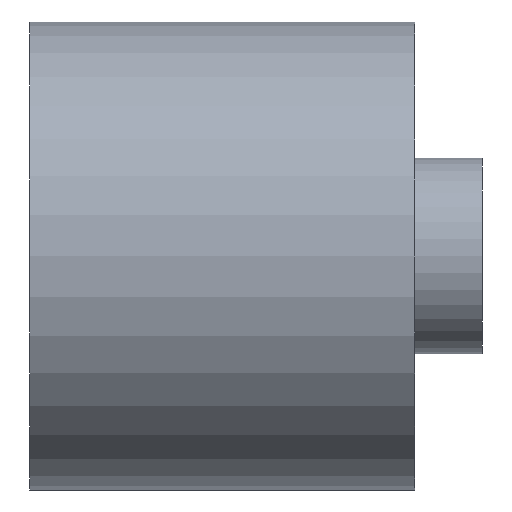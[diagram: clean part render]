
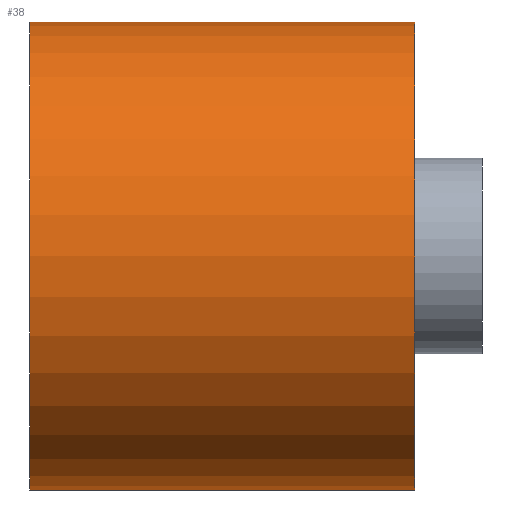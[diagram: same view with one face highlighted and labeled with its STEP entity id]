
A CAD part, left-side view. The second image highlights one B-rep face of the part: STEP entity #38.
In plain terms, the highlighted cylindrical face has radius 8 mm (diameter 16 mm), a partial arc.
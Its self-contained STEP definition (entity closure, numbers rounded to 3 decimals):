
#13 = CARTESIAN_POINT ( 'NONE',  ( 0., 13.17, 0. ) ) ;
#14 = DIRECTION ( 'NONE',  ( 0., -1., 0. ) ) ;
#15 = DIRECTION ( 'NONE',  ( 0., 0., -1. ) ) ;
#25 = CARTESIAN_POINT ( 'NONE',  ( 0., 0., 0. ) ) ;
#26 = DIRECTION ( 'NONE',  ( 0., -1., 0. ) ) ;
#27 = DIRECTION ( 'NONE',  ( 0., 0., -1. ) ) ;
#28 = CARTESIAN_POINT ( 'NONE',  ( 0., -6.685, -8. ) ) ;
#33 = DIRECTION ( 'NONE',  ( 0., -1., 0. ) ) ;
#38 = ADVANCED_FACE ( 'NONE', ( #121 ), #123, .T. ) ;
#78 = ORIENTED_EDGE ( 'NONE', *, *, #249, .F. ) ;
#87 = ORIENTED_EDGE ( 'NONE', *, *, #279, .T. ) ;
#121 = FACE_OUTER_BOUND ( 'NONE', #140, .T. ) ;
#123 = CYLINDRICAL_SURFACE ( 'NONE', #253, 8. ) ;
#130 = VERTEX_POINT ( 'NONE', #222 ) ;
#132 = VERTEX_POINT ( 'NONE', #218 ) ;
#140 = EDGE_LOOP ( 'NONE', ( #78, #87, #167, #171 ) ) ;
#145 = VECTOR ( 'NONE', #282, 1000. ) ;
#156 = VECTOR ( 'NONE', #33, 1000. ) ;
#158 = VERTEX_POINT ( 'NONE', #225 ) ;
#159 = LINE ( 'NONE', #207, #145 ) ;
#162 = VERTEX_POINT ( 'NONE', #227 ) ;
#167 = ORIENTED_EDGE ( 'NONE', *, *, #273, .T. ) ;
#171 = ORIENTED_EDGE ( 'NONE', *, *, #270, .F. ) ;
#176 = CIRCLE ( 'NONE', #246, 8. ) ;
#178 = LINE ( 'NONE', #28, #156 ) ;
#188 = CIRCLE ( 'NONE', #239, 8. ) ;
#202 = DIRECTION ( 'NONE',  ( 0., 0., -1. ) ) ;
#203 = CARTESIAN_POINT ( 'NONE',  ( 0., -6.685, 0. ) ) ;
#204 = DIRECTION ( 'NONE',  ( 0., -1., 0. ) ) ;
#207 = CARTESIAN_POINT ( 'NONE',  ( 0., -6.685, 8. ) ) ;
#218 = CARTESIAN_POINT ( 'NONE',  ( 0., 0., 8. ) ) ;
#222 = CARTESIAN_POINT ( 'NONE',  ( 0., 13.17, 8. ) ) ;
#225 = CARTESIAN_POINT ( 'NONE',  ( 0., 13.17, -8. ) ) ;
#227 = CARTESIAN_POINT ( 'NONE',  ( 0., 0., -8. ) ) ;
#239 = AXIS2_PLACEMENT_3D ( 'NONE', #13, #14, #15 ) ;
#246 = AXIS2_PLACEMENT_3D ( 'NONE', #25, #26, #27 ) ;
#249 = EDGE_CURVE ( 'NONE', #130, #132, #159, .T. ) ;
#253 = AXIS2_PLACEMENT_3D ( 'NONE', #203, #204, #202 ) ;
#270 = EDGE_CURVE ( 'NONE', #132, #162, #176, .T. ) ;
#273 = EDGE_CURVE ( 'NONE', #158, #162, #178, .T. ) ;
#279 = EDGE_CURVE ( 'NONE', #130, #158, #188, .T. ) ;
#282 = DIRECTION ( 'NONE',  ( 0., -1., 0. ) ) ;
